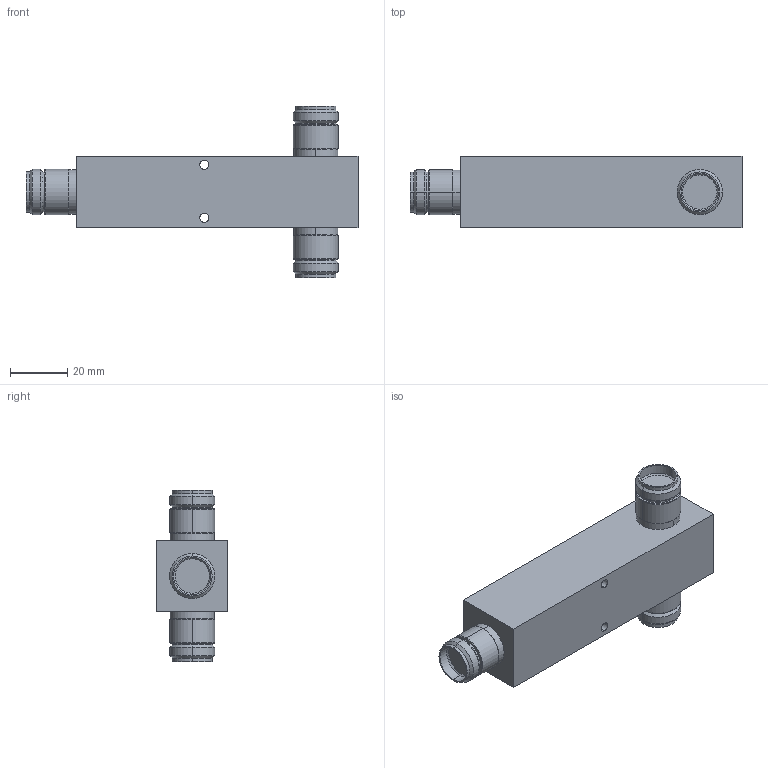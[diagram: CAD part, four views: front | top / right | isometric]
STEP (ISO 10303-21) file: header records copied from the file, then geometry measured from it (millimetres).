
FILE_DESCRIPTION (( 'STEP AP214' ), '1' );
FILE_NAME ('APD-2-3R6G5G-NFF JNE.STEP', '2024-07-09T20:04:23', ( '' ), ( '' ), 'SwSTEP 2.0', 'SolidWorks 2023', '' );
FILE_SCHEMA (( 'AUTOMOTIVE_DESIGN' ));
Length unit declared in the file: inch
Products named in the file (1): APD-2-3R6G5G-NFF JNE
Bounding box: 116.09 x 25.13 x 59.95 mm (x, y, z)
Volume: 70375.2 mm3; surface area: 20088.7 mm2
Topology: 8 solids, 8 shells, 1233 faces, 4309 edges, 3229 vertices
Faces by surface type: plane 641, cylinder 538, cone 54
Entity records: 68803 total; most frequent: CARTESIAN_POINT 14563, ORIENTED_EDGE 8618, DIRECTION 7737, EDGE_CURVE 4309, VERTEX_POINT 3229, AXIS2_PLACEMENT_3D 3090, CIRCLE 1856, VECTOR 1557
